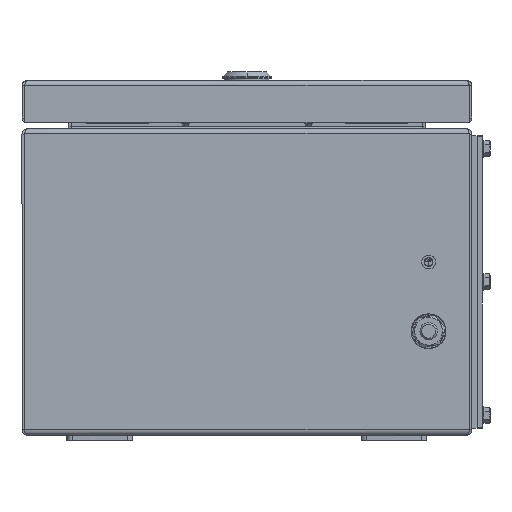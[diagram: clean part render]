
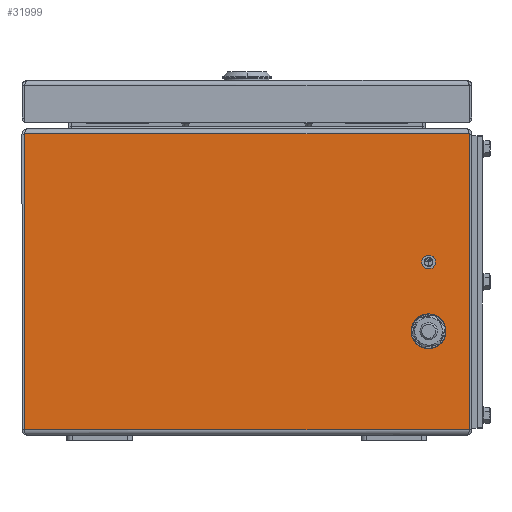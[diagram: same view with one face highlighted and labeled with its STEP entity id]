
A CAD part, left-side view. The second image highlights one B-rep face of the part: STEP entity #31999.
In plain terms, the highlighted planar face has unit normal (-1, 0, 0).
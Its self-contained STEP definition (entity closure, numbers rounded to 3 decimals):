
#875 = VERTEX_POINT ( 'NONE', #30018 ) ;
#1234 = PLANE ( 'NONE',  #21500 ) ;
#1834 = CARTESIAN_POINT ( 'NONE',  ( -130., -128.493, 174.3 ) ) ;
#1909 = CARTESIAN_POINT ( 'NONE',  ( -130., 128.493, 174.3 ) ) ;
#2480 = CARTESIAN_POINT ( 'NONE',  ( -130., -105., 60. ) ) ;
#2658 = DIRECTION ( 'NONE',  ( 0., 0., 1. ) ) ;
#3341 = ORIENTED_EDGE ( 'NONE', *, *, #6110, .F. ) ;
#3554 = CARTESIAN_POINT ( 'NONE',  ( -130., -128.493, 177. ) ) ;
#3931 = CARTESIAN_POINT ( 'NONE',  ( -130., -1430., 177. ) ) ;
#4432 = EDGE_CURVE ( 'NONE', #24825, #875, #29129, .T. ) ;
#4624 = DIRECTION ( 'NONE',  ( -1., 0., 0. ) ) ;
#4731 = VECTOR ( 'NONE', #5403, 1000. ) ;
#5153 = DIRECTION ( 'NONE',  ( 0., 0., 1. ) ) ;
#5403 = DIRECTION ( 'NONE',  ( 0., 1., 0. ) ) ;
#6076 = LINE ( 'NONE', #24056, #19440 ) ;
#6110 = EDGE_CURVE ( 'NONE', #21196, #24294, #26938, .T. ) ;
#9289 = DIRECTION ( 'NONE',  ( 1., 0., 0. ) ) ;
#10323 = ORIENTED_EDGE ( 'NONE', *, *, #20499, .F. ) ;
#10569 = ORIENTED_EDGE ( 'NONE', *, *, #30497, .F. ) ;
#10656 = CARTESIAN_POINT ( 'NONE',  ( -130., -1430., 3. ) ) ;
#12634 = FACE_OUTER_BOUND ( 'NONE', #28714, .T. ) ;
#13401 = CIRCLE ( 'NONE', #15081, 5.55 ) ;
#14078 = AXIS2_PLACEMENT_3D ( 'NONE', #2480, #21155, #5153 ) ;
#14091 = ORIENTED_EDGE ( 'NONE', *, *, #25498, .F. ) ;
#14284 = FACE_BOUND ( 'NONE', #19323, .T. ) ;
#14906 = CARTESIAN_POINT ( 'NONE',  ( -130., -128.493, 174.3 ) ) ;
#15081 = AXIS2_PLACEMENT_3D ( 'NONE', #20617, #4624, #23326 ) ;
#17226 = CARTESIAN_POINT ( 'NONE',  ( -130., -128.493, 3. ) ) ;
#18238 = VECTOR ( 'NONE', #25707, 1000. ) ;
#19070 = LINE ( 'NONE', #14906, #18238 ) ;
#19118 = VERTEX_POINT ( 'NONE', #1909 ) ;
#19323 = EDGE_LOOP ( 'NONE', ( #30417, #14091 ) ) ;
#19440 = VECTOR ( 'NONE', #2658, 1000. ) ;
#20129 = EDGE_CURVE ( 'NONE', #33972, #19118, #19070, .T. ) ;
#20499 = EDGE_CURVE ( 'NONE', #33972, #21196, #23236, .T. ) ;
#20617 = CARTESIAN_POINT ( 'NONE',  ( -130., -105., 60. ) ) ;
#21155 = DIRECTION ( 'NONE',  ( -1., 0., 0. ) ) ;
#21196 = VERTEX_POINT ( 'NONE', #17226 ) ;
#21500 = AXIS2_PLACEMENT_3D ( 'NONE', #3931, #9289, #28044 ) ;
#23236 = LINE ( 'NONE', #3554, #29530 ) ;
#23326 = DIRECTION ( 'NONE',  ( 0., 0., 1. ) ) ;
#24056 = CARTESIAN_POINT ( 'NONE',  ( -130., 128.493, 177. ) ) ;
#24294 = VERTEX_POINT ( 'NONE', #34258 ) ;
#24825 = VERTEX_POINT ( 'NONE', #28311 ) ;
#24975 = DIRECTION ( 'NONE',  ( 0., 0., -1. ) ) ;
#25154 = ORIENTED_EDGE ( 'NONE', *, *, #20129, .T. ) ;
#25498 = EDGE_CURVE ( 'NONE', #875, #24825, #13401, .T. ) ;
#25707 = DIRECTION ( 'NONE',  ( 0., 1., 0. ) ) ;
#26938 = LINE ( 'NONE', #10656, #4731 ) ;
#28044 = DIRECTION ( 'NONE',  ( 0., 0., 1. ) ) ;
#28311 = CARTESIAN_POINT ( 'NONE',  ( -130., -105., 65.55 ) ) ;
#28714 = EDGE_LOOP ( 'NONE', ( #25154, #10569, #3341, #10323 ) ) ;
#29129 = CIRCLE ( 'NONE', #14078, 5.55 ) ;
#29530 = VECTOR ( 'NONE', #24975, 1000. ) ;
#30018 = CARTESIAN_POINT ( 'NONE',  ( -130., -105., 54.45 ) ) ;
#30417 = ORIENTED_EDGE ( 'NONE', *, *, #4432, .F. ) ;
#30497 = EDGE_CURVE ( 'NONE', #24294, #19118, #6076, .T. ) ;
#31999 = ADVANCED_FACE ( 'NONE', ( #14284, #12634 ), #1234, .F. ) ;
#33972 = VERTEX_POINT ( 'NONE', #1834 ) ;
#34258 = CARTESIAN_POINT ( 'NONE',  ( -130., 128.493, 3. ) ) ;
